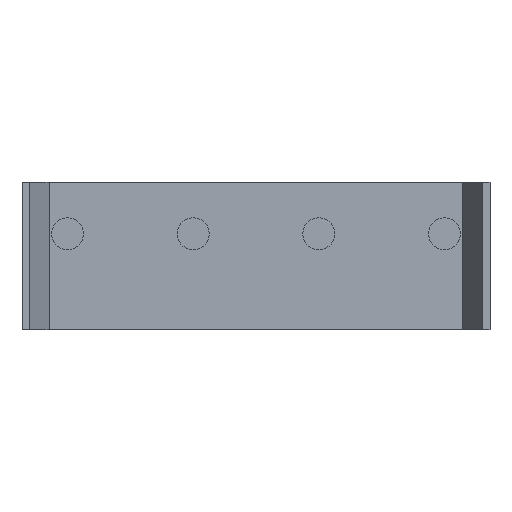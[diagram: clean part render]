
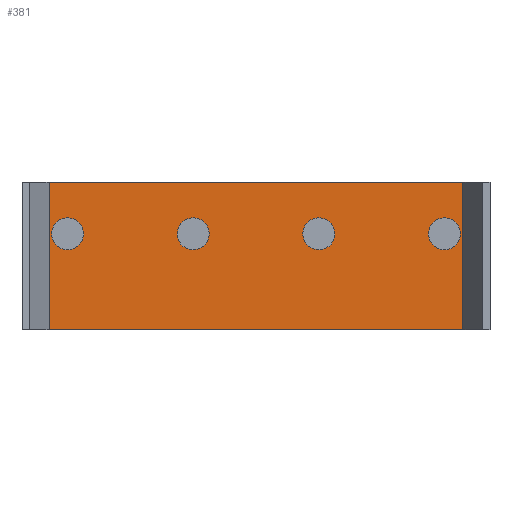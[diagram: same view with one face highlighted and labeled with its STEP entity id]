
A CAD part, front view. The second image highlights one B-rep face of the part: STEP entity #381.
In plain terms, the highlighted planar face has unit normal (0, -1, 0).
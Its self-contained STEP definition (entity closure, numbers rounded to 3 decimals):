
#5 = CARTESIAN_POINT ( 'NONE',  ( 8.399, 2.2, -3. ) ) ;
#19 = PLANE ( 'NONE',  #743 ) ;
#22 = EDGE_CURVE ( 'NONE', #255, #386, #433, .T. ) ;
#81 = ORIENTED_EDGE ( 'NONE', *, *, #140, .T. ) ;
#84 = CARTESIAN_POINT ( 'NONE',  ( 8.399, 2.2, 3. ) ) ;
#140 = EDGE_CURVE ( 'NONE', #236, #674, #742, .T. ) ;
#144 = DIRECTION ( 'NONE',  ( 1., 0., 0. ) ) ;
#164 = CARTESIAN_POINT ( 'NONE',  ( -8.399, 2.2, -3. ) ) ;
#236 = VERTEX_POINT ( 'NONE', #645 ) ;
#252 = EDGE_CURVE ( 'NONE', #674, #386, #732, .T. ) ;
#255 = VERTEX_POINT ( 'NONE', #542 ) ;
#260 = DIRECTION ( 'NONE',  ( 0., 0., 1. ) ) ;
#261 = VECTOR ( 'NONE', #399, 1000. ) ;
#289 = ORIENTED_EDGE ( 'NONE', *, *, #252, .T. ) ;
#313 = LINE ( 'NONE', #84, #592 ) ;
#325 = FACE_OUTER_BOUND ( 'NONE', #667, .T. ) ;
#362 = DIRECTION ( 'NONE',  ( 1., 0., 0. ) ) ;
#381 = ADVANCED_FACE ( 'NONE', ( #325 ), #19, .F. ) ;
#386 = VERTEX_POINT ( 'NONE', #496 ) ;
#399 = DIRECTION ( 'NONE',  ( 0., 0., -1. ) ) ;
#408 = VECTOR ( 'NONE', #362, 1000. ) ;
#430 = EDGE_CURVE ( 'NONE', #236, #255, #313, .T. ) ;
#433 = LINE ( 'NONE', #461, #452 ) ;
#452 = VECTOR ( 'NONE', #760, 1000. ) ;
#461 = CARTESIAN_POINT ( 'NONE',  ( 8.399, 2.2, 3. ) ) ;
#496 = CARTESIAN_POINT ( 'NONE',  ( 8.399, 2.2, -3. ) ) ;
#542 = CARTESIAN_POINT ( 'NONE',  ( 8.399, 2.2, 3. ) ) ;
#558 = ORIENTED_EDGE ( 'NONE', *, *, #430, .F. ) ;
#585 = ORIENTED_EDGE ( 'NONE', *, *, #22, .F. ) ;
#592 = VECTOR ( 'NONE', #144, 1000. ) ;
#613 = CARTESIAN_POINT ( 'NONE',  ( 8.399, 2.2, 3. ) ) ;
#645 = CARTESIAN_POINT ( 'NONE',  ( -8.399, 2.2, 3. ) ) ;
#667 = EDGE_LOOP ( 'NONE', ( #289, #585, #558, #81 ) ) ;
#674 = VERTEX_POINT ( 'NONE', #164 ) ;
#702 = CARTESIAN_POINT ( 'NONE',  ( -8.399, 2.2, 3. ) ) ;
#731 = DIRECTION ( 'NONE',  ( 0., 1., 0. ) ) ;
#732 = LINE ( 'NONE', #5, #408 ) ;
#742 = LINE ( 'NONE', #702, #261 ) ;
#743 = AXIS2_PLACEMENT_3D ( 'NONE', #613, #731, #260 ) ;
#760 = DIRECTION ( 'NONE',  ( 0., 0., -1. ) ) ;
